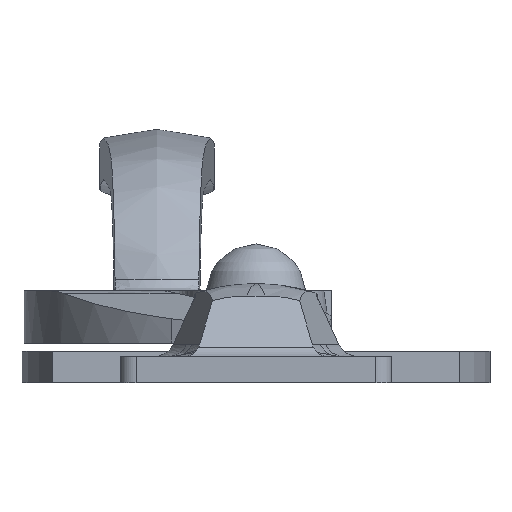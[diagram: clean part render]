
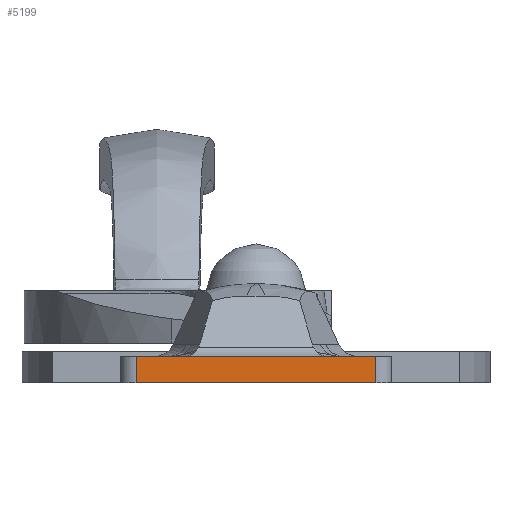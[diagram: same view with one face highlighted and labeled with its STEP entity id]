
A CAD part, left-side view. The second image highlights one B-rep face of the part: STEP entity #5199.
In plain terms, the highlighted free-form (B-spline) face has degree [1, 1] with [2, 2] control points.
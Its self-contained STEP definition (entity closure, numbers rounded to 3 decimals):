
#5133=CARTESIAN_POINT('',(-74.0,23.0,0.0));
#5134=VERTEX_POINT('',#5133);
#5148=CARTESIAN_POINT('',(-74.0,23.0,5.));
#5149=VERTEX_POINT('',#5148);
#5150=CARTESIAN_POINT('',(-74.0,23.0,5.));
#5151=CARTESIAN_POINT('',(-74.0,23.0,0.0));
#5152=QUASI_UNIFORM_CURVE('',1,(#5150,#5151),.UNSPECIFIED.,.F.,.U.);
#5153=EDGE_CURVE('',#5149,#5134,#5152,.T.);
#5172=CARTESIAN_POINT('',(-74.0,25.298,-0.25));
#5173=CARTESIAN_POINT('',(-74.0,25.298,5.25));
#5174=CARTESIAN_POINT('',(-74.0,-25.298,-0.25));
#5175=CARTESIAN_POINT('',(-74.0,-25.298,5.25));
#5176=B_SPLINE_SURFACE_WITH_KNOTS('',1,1,((#5172,#5174),(#5173,#5175)),.UNSPECIFIED.,.F.,.F.,.U.,(2,2),(2,2),(0.0,5.5),(0.0,50.595),.UNSPECIFIED.);
#5177=CARTESIAN_POINT('',(-74.0,-23.0,0.0));
#5178=VERTEX_POINT('',#5177);
#5179=CARTESIAN_POINT('',(-74.0,-23.0,0.0));
#5180=CARTESIAN_POINT('',(-74.0,23.0,0.0));
#5181=QUASI_UNIFORM_CURVE('',1,(#5179,#5180),.UNSPECIFIED.,.F.,.U.);
#5182=EDGE_CURVE('',#5178,#5134,#5181,.T.);
#5183=ORIENTED_EDGE('',*,*,#5182,.F.);
#5184=CARTESIAN_POINT('',(-74.0,-23.0,5.));
#5185=VERTEX_POINT('',#5184);
#5186=CARTESIAN_POINT('',(-74.0,-23.0,5.));
#5187=CARTESIAN_POINT('',(-74.0,-23.0,0.0));
#5188=QUASI_UNIFORM_CURVE('',1,(#5186,#5187),.UNSPECIFIED.,.F.,.U.);
#5189=EDGE_CURVE('',#5185,#5178,#5188,.T.);
#5190=ORIENTED_EDGE('',*,*,#5189,.F.);
#5191=CARTESIAN_POINT('',(-74.0,-23.0,5.));
#5192=CARTESIAN_POINT('',(-74.0,23.0,5.));
#5193=QUASI_UNIFORM_CURVE('',1,(#5191,#5192),.UNSPECIFIED.,.F.,.U.);
#5194=EDGE_CURVE('',#5185,#5149,#5193,.T.);
#5195=ORIENTED_EDGE('',*,*,#5194,.T.);
#5196=ORIENTED_EDGE('',*,*,#5153,.T.);
#5197=EDGE_LOOP('',(#5183,#5190,#5195,#5196));
#5198=FACE_OUTER_BOUND('',#5197,.T.);
#5199=ADVANCED_FACE('',(#5198),#5176,.F.);
